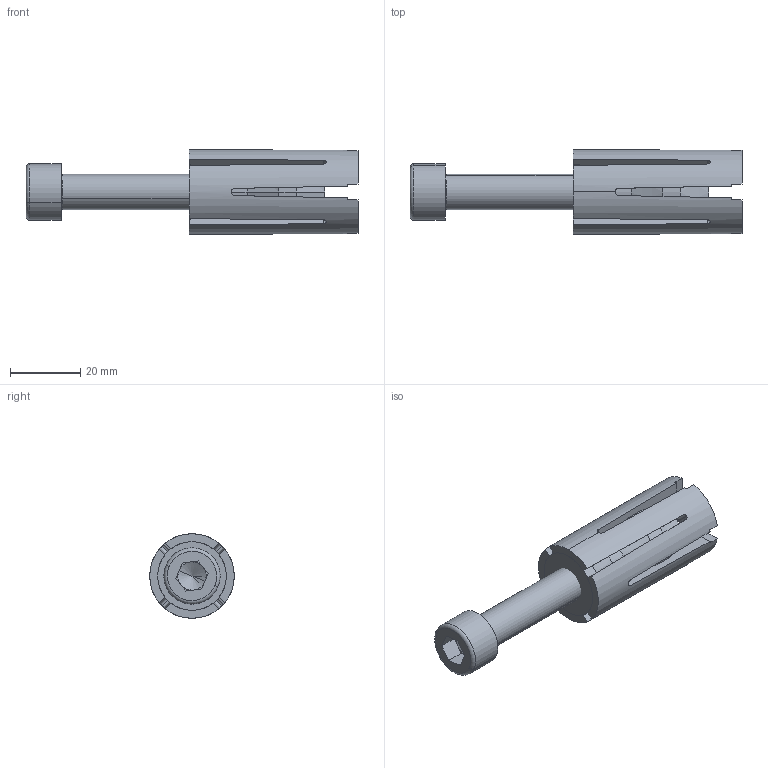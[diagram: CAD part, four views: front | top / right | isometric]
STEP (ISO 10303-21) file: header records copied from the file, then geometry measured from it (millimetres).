
FILE_DESCRIPTION (( 'STEP AP214' ), '1' );
FILE_NAME ('0038253.step', '2022-12-12T13:26:37', ( '' ), ( '' ), 'SwSTEP 2.0', 'SolidWorks 2020', '' );
FILE_SCHEMA (( 'AUTOMOTIVE_DESIGN' ));
Length unit declared in the file: millimetre
Products named in the file (1): 0038253
Bounding box: 94.31 x 24 x 24 mm (x, y, z)
Volume: 21182.6 mm3; surface area: 13819.7 mm2
Topology: 3 solids, 3 shells, 158 faces, 423 edges, 270 vertices
Faces by surface type: plane 66, cylinder 57, cone 31, torus 4
Entity records: 6904 total; most frequent: CARTESIAN_POINT 1394, ORIENTED_EDGE 842, DIRECTION 740, EDGE_CURVE 421, AXIS2_PLACEMENT_3D 304, VERTEX_POINT 270, EDGE_LOOP 163, UNCERTAINTY_MEASURE_WITH_UNIT 163
